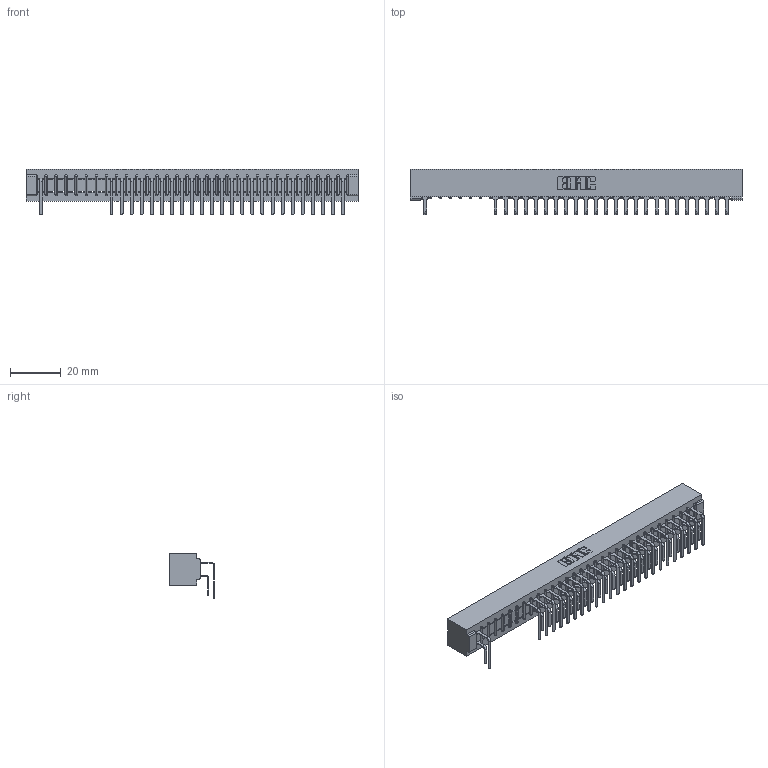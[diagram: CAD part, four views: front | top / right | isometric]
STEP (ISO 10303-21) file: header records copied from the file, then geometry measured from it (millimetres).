
FILE_DESCRIPTION (( 'STEP AP203' ), '1' );
FILE_NAME ('307-062-559-201.STEP', '2018-08-06T09:39:45', ( '' ), ( '' ), 'SwSTEP 2.0', 'SolidWorks 2016', '' );
FILE_SCHEMA (( 'CONFIG_CONTROL_DESIGN' ));
Length unit declared in the file: inch
Products named in the file (4): 307 Part_No Mounting Lugs; 307-290-001_558 559 - 1 (Single); 307-290-001_559 - 2 (Single); 307-062-559-201
Assembly tree (50 placements, depth 2):
  307-062-559-201
    307 Part_No Mounting Lugs
    307-290-001_558 559 - 1 (Single)  x24
    307-290-001_559 - 2 (Single)  x25
Bounding box: 130.71 x 17.69 x 18.07 mm (x, y, z)
Volume: 14419.5 mm3; surface area: 17907 mm2
Topology: 50 solids, 50 shells, 2722 faces, 7673 edges, 4962 vertices
Faces by surface type: plane 1761, cylinder 897, sphere 64
Entity records: 29677 total; most frequent: CARTESIAN_POINT 4912, ORIENTED_EDGE 4878, DIRECTION 4801, EDGE_CURVE 2439, LINE 1867, VECTOR 1867, VERTEX_POINT 1578, AXIS2_PLACEMENT_3D 1467
